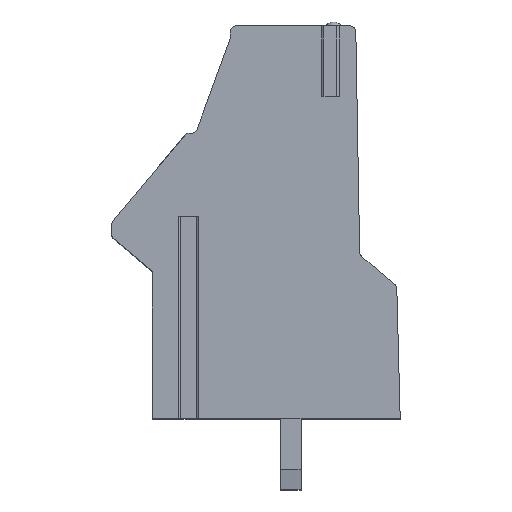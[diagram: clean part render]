
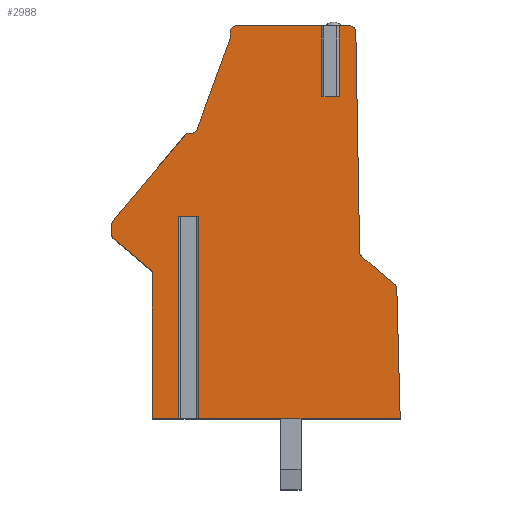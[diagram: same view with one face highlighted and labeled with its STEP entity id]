
A CAD part, top view. The second image highlights one B-rep face of the part: STEP entity #2988.
In plain terms, the highlighted planar face has unit normal (0, 0, 1).
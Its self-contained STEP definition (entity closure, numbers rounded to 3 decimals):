
#13=DIRECTION('',(-1.,0.,0.));
#14=VECTOR('',#13,0.55);
#15=CARTESIAN_POINT('',(3.708,6.127,17.78));
#16=LINE('',#15,#14);
#17=DIRECTION('',(0.,-1.,0.));
#18=VECTOR('',#17,3.5);
#19=CARTESIAN_POINT('',(3.708,9.627,17.78));
#20=LINE('',#19,#18);
#21=DIRECTION('',(-1.,0.,0.));
#22=VECTOR('',#21,0.682);
#23=CARTESIAN_POINT('',(4.39,9.627,17.78));
#24=LINE('',#23,#22);
#25=CARTESIAN_POINT('',(4.39,9.327,17.78));
#26=DIRECTION('',(0.,0.,1.));
#27=DIRECTION('',(1.,0.017,0.));
#28=AXIS2_PLACEMENT_3D('',#25,#26,#27);
#30=DIRECTION('',(-0.017,1.,0.));
#31=VECTOR('',#30,10.885);
#32=CARTESIAN_POINT('',(4.88,-1.552,17.78));
#33=LINE('',#32,#31);
#34=CARTESIAN_POINT('',(5.18,-1.546,17.78));
#35=DIRECTION('',(0.,0.,-1.));
#36=DIRECTION('',(-0.643,-0.766,0.));
#37=AXIS2_PLACEMENT_3D('',#34,#35,#36);
#39=DIRECTION('',(-0.766,0.643,0.));
#40=VECTOR('',#39,2.116);
#41=CARTESIAN_POINT('',(6.608,-3.137,17.78));
#42=LINE('',#41,#40);
#43=CARTESIAN_POINT('',(6.415,-3.366,17.78));
#44=DIRECTION('',(0.,0.,1.));
#45=DIRECTION('',(1.,0.029,0.));
#46=AXIS2_PLACEMENT_3D('',#43,#44,#45);
#48=DIRECTION('',(-0.026,1.,0.));
#49=VECTOR('',#48,6.418);
#50=CARTESIAN_POINT('',(6.883,-9.773,17.78));
#51=LINE('',#50,#49);
#52=DIRECTION('',(1.,0.,0.));
#53=VECTOR('',#52,9.952);
#54=CARTESIAN_POINT('',(-3.069,-9.773,17.78));
#55=LINE('',#54,#53);
#56=DIRECTION('',(0.,-1.,0.));
#57=VECTOR('',#56,10.);
#58=CARTESIAN_POINT('',(-3.069,0.227,17.78));
#59=LINE('',#58,#57);
#60=DIRECTION('',(-1.,0.,0.));
#61=VECTOR('',#60,0.996);
#62=CARTESIAN_POINT('',(-3.069,0.227,17.78));
#63=LINE('',#62,#61);
#64=DIRECTION('',(0.,-1.,0.));
#65=VECTOR('',#64,10.);
#66=CARTESIAN_POINT('',(-4.065,0.227,17.78));
#67=LINE('',#66,#65);
#68=DIRECTION('',(1.,0.,0.));
#69=VECTOR('',#68,1.302);
#70=CARTESIAN_POINT('',(-5.367,-9.773,17.78));
#71=LINE('',#70,#69);
#72=DIRECTION('',(0.,-1.,0.));
#73=VECTOR('',#72,7.198);
#74=CARTESIAN_POINT('',(-5.367,-2.576,17.78));
#75=LINE('',#74,#73);
#76=CARTESIAN_POINT('',(-5.567,-2.576,17.78));
#77=DIRECTION('',(0.,0.,-1.));
#78=DIRECTION('',(0.643,0.766,0.));
#79=AXIS2_PLACEMENT_3D('',#76,#77,#78);
#81=DIRECTION('',(0.766,-0.643,0.));
#82=VECTOR('',#81,2.424);
#83=CARTESIAN_POINT('',(-7.295,-0.864,17.78));
#84=LINE('',#83,#82);
#85=CARTESIAN_POINT('',(-7.167,-0.711,17.78));
#86=DIRECTION('',(0.,0.,1.));
#87=DIRECTION('',(-1.,0.,0.));
#88=AXIS2_PLACEMENT_3D('',#85,#86,#87);
#90=DIRECTION('',(0.,-1.,0.));
#91=VECTOR('',#90,0.52);
#92=CARTESIAN_POINT('',(-7.367,-0.191,17.78));
#93=LINE('',#92,#91);
#94=CARTESIAN_POINT('',(-7.067,-0.191,17.78));
#95=DIRECTION('',(0.,0.,1.));
#96=DIRECTION('',(-0.766,0.643,0.));
#97=AXIS2_PLACEMENT_3D('',#94,#95,#96);
#99=DIRECTION('',(-0.643,-0.766,0.));
#100=VECTOR('',#99,5.645);
#101=CARTESIAN_POINT('',(-3.668,4.327,17.78));
#102=LINE('',#101,#100);
#103=DIRECTION('',(-1.,0.,0.));
#104=VECTOR('',#103,0.236);
#105=CARTESIAN_POINT('',(-3.432,4.327,17.78));
#106=LINE('',#105,#104);
#107=CARTESIAN_POINT('',(-3.432,4.627,17.78));
#108=DIRECTION('',(0.,0.,-1.));
#109=DIRECTION('',(0.94,-0.342,0.));
#110=AXIS2_PLACEMENT_3D('',#107,#108,#109);
#112=DIRECTION('',(-0.342,-0.94,0.));
#113=VECTOR('',#112,4.782);
#114=CARTESIAN_POINT('',(-1.515,9.018,17.78));
#115=LINE('',#114,#113);
#116=DIRECTION('',(0.,-1.,0.));
#117=VECTOR('',#116,0.309);
#118=CARTESIAN_POINT('',(-1.515,9.327,17.78));
#119=LINE('',#118,#117);
#120=CARTESIAN_POINT('',(-1.215,9.327,17.78));
#121=DIRECTION('',(0.,0.,1.));
#122=DIRECTION('',(0.,1.,0.));
#123=AXIS2_PLACEMENT_3D('',#120,#121,#122);
#125=DIRECTION('',(-1.,0.,0.));
#126=VECTOR('',#125,4.373);
#127=CARTESIAN_POINT('',(3.158,9.627,17.78));
#128=LINE('',#127,#126);
#129=DIRECTION('',(0.,-1.,0.));
#130=VECTOR('',#129,3.5);
#131=CARTESIAN_POINT('',(3.158,9.627,17.78));
#132=LINE('',#131,#130);
#2289=CARTESIAN_POINT('',(6.883,-9.773,17.78));
#2290=CARTESIAN_POINT('',(6.715,-3.358,17.78));
#2291=VERTEX_POINT('',#2289);
#2292=VERTEX_POINT('',#2290);
#2293=CARTESIAN_POINT('',(6.608,-3.137,17.78));
#2294=VERTEX_POINT('',#2293);
#2295=CARTESIAN_POINT('',(4.987,-1.776,17.78));
#2296=VERTEX_POINT('',#2295);
#2297=CARTESIAN_POINT('',(4.88,-1.552,17.78));
#2298=VERTEX_POINT('',#2297);
#2299=CARTESIAN_POINT('',(4.69,9.332,17.78));
#2300=VERTEX_POINT('',#2299);
#2301=CARTESIAN_POINT('',(4.39,9.627,17.78));
#2302=VERTEX_POINT('',#2301);
#2303=CARTESIAN_POINT('',(-1.215,9.627,17.78));
#2304=CARTESIAN_POINT('',(-1.515,9.327,17.78));
#2305=VERTEX_POINT('',#2303);
#2306=VERTEX_POINT('',#2304);
#2307=CARTESIAN_POINT('',(-1.515,9.018,17.78));
#2308=VERTEX_POINT('',#2307);
#2309=CARTESIAN_POINT('',(-3.15,4.524,17.78));
#2310=VERTEX_POINT('',#2309);
#2311=CARTESIAN_POINT('',(-3.432,4.327,17.78));
#2312=VERTEX_POINT('',#2311);
#2313=CARTESIAN_POINT('',(-3.668,4.327,17.78));
#2314=VERTEX_POINT('',#2313);
#2315=CARTESIAN_POINT('',(-7.297,0.002,17.78));
#2316=VERTEX_POINT('',#2315);
#2317=CARTESIAN_POINT('',(-7.367,-0.191,17.78));
#2318=VERTEX_POINT('',#2317);
#2319=CARTESIAN_POINT('',(-7.367,-0.711,17.78));
#2320=VERTEX_POINT('',#2319);
#2321=CARTESIAN_POINT('',(-7.295,-0.864,17.78));
#2322=VERTEX_POINT('',#2321);
#2323=CARTESIAN_POINT('',(-5.438,-2.422,17.78));
#2324=VERTEX_POINT('',#2323);
#2325=CARTESIAN_POINT('',(-5.367,-2.576,17.78));
#2326=VERTEX_POINT('',#2325);
#2327=CARTESIAN_POINT('',(-5.367,-9.773,17.78));
#2328=VERTEX_POINT('',#2327);
#2429=CARTESIAN_POINT('',(-3.069,0.227,17.78));
#2430=CARTESIAN_POINT('',(-4.065,0.227,17.78));
#2431=VERTEX_POINT('',#2429);
#2432=VERTEX_POINT('',#2430);
#2433=CARTESIAN_POINT('',(-3.069,-9.773,17.78));
#2434=VERTEX_POINT('',#2433);
#2435=CARTESIAN_POINT('',(-4.065,-9.773,17.78));
#2436=VERTEX_POINT('',#2435);
#2473=CARTESIAN_POINT('',(3.708,6.127,17.78));
#2474=CARTESIAN_POINT('',(3.158,6.127,17.78));
#2475=VERTEX_POINT('',#2473);
#2476=VERTEX_POINT('',#2474);
#2477=CARTESIAN_POINT('',(3.158,9.627,17.78));
#2478=VERTEX_POINT('',#2477);
#2479=CARTESIAN_POINT('',(3.708,9.627,17.78));
#2480=VERTEX_POINT('',#2479);
#2925=CARTESIAN_POINT('',(0.,0.,17.78));
#2926=DIRECTION('',(0.,0.,1.));
#2927=DIRECTION('',(1.,0.,0.));
#2928=AXIS2_PLACEMENT_3D('',#2925,#2926,#2927);
#2929=PLANE('',#2928);
#2931=ORIENTED_EDGE('',*,*,#2930,.F.);
#2933=ORIENTED_EDGE('',*,*,#2932,.F.);
#2935=ORIENTED_EDGE('',*,*,#2934,.F.);
#2937=ORIENTED_EDGE('',*,*,#2936,.F.);
#2939=ORIENTED_EDGE('',*,*,#2938,.F.);
#2941=ORIENTED_EDGE('',*,*,#2940,.F.);
#2943=ORIENTED_EDGE('',*,*,#2942,.F.);
#2945=ORIENTED_EDGE('',*,*,#2944,.F.);
#2947=ORIENTED_EDGE('',*,*,#2946,.F.);
#2949=ORIENTED_EDGE('',*,*,#2948,.F.);
#2951=ORIENTED_EDGE('',*,*,#2950,.F.);
#2953=ORIENTED_EDGE('',*,*,#2952,.T.);
#2955=ORIENTED_EDGE('',*,*,#2954,.T.);
#2957=ORIENTED_EDGE('',*,*,#2956,.F.);
#2959=ORIENTED_EDGE('',*,*,#2958,.F.);
#2961=ORIENTED_EDGE('',*,*,#2960,.F.);
#2963=ORIENTED_EDGE('',*,*,#2962,.F.);
#2965=ORIENTED_EDGE('',*,*,#2964,.F.);
#2967=ORIENTED_EDGE('',*,*,#2966,.F.);
#2969=ORIENTED_EDGE('',*,*,#2968,.F.);
#2971=ORIENTED_EDGE('',*,*,#2970,.F.);
#2973=ORIENTED_EDGE('',*,*,#2972,.F.);
#2975=ORIENTED_EDGE('',*,*,#2974,.F.);
#2977=ORIENTED_EDGE('',*,*,#2976,.F.);
#2979=ORIENTED_EDGE('',*,*,#2978,.F.);
#2981=ORIENTED_EDGE('',*,*,#2980,.F.);
#2983=ORIENTED_EDGE('',*,*,#2982,.F.);
#2985=ORIENTED_EDGE('',*,*,#2984,.T.);
#2986=EDGE_LOOP('',(#2931,#2933,#2935,#2937,#2939,#2941,#2943,#2945,#2947,#2949,
#2951,#2953,#2955,#2957,#2959,#2961,#2963,#2965,#2967,#2969,#2971,#2973,#2975,
#2977,#2979,#2981,#2983,#2985));
#2987=FACE_OUTER_BOUND('',#2986,.F.);
#29=CIRCLE('',#28,0.3);
#38=CIRCLE('',#37,0.3);
#47=CIRCLE('',#46,0.3);
#80=CIRCLE('',#79,0.2);
#89=CIRCLE('',#88,0.2);
#98=CIRCLE('',#97,0.3);
#111=CIRCLE('',#110,0.3);
#124=CIRCLE('',#123,0.3);
#2930=EDGE_CURVE('',#2475,#2476,#16,.T.);
#2932=EDGE_CURVE('',#2480,#2475,#20,.T.);
#2934=EDGE_CURVE('',#2302,#2480,#24,.T.);
#2936=EDGE_CURVE('',#2300,#2302,#29,.T.);
#2938=EDGE_CURVE('',#2298,#2300,#33,.T.);
#2940=EDGE_CURVE('',#2296,#2298,#38,.T.);
#2942=EDGE_CURVE('',#2294,#2296,#42,.T.);
#2944=EDGE_CURVE('',#2292,#2294,#47,.T.);
#2946=EDGE_CURVE('',#2291,#2292,#51,.T.);
#2948=EDGE_CURVE('',#2434,#2291,#55,.T.);
#2950=EDGE_CURVE('',#2431,#2434,#59,.T.);
#2952=EDGE_CURVE('',#2431,#2432,#63,.T.);
#2954=EDGE_CURVE('',#2432,#2436,#67,.T.);
#2956=EDGE_CURVE('',#2328,#2436,#71,.T.);
#2958=EDGE_CURVE('',#2326,#2328,#75,.T.);
#2960=EDGE_CURVE('',#2324,#2326,#80,.T.);
#2962=EDGE_CURVE('',#2322,#2324,#84,.T.);
#2964=EDGE_CURVE('',#2320,#2322,#89,.T.);
#2966=EDGE_CURVE('',#2318,#2320,#93,.T.);
#2968=EDGE_CURVE('',#2316,#2318,#98,.T.);
#2970=EDGE_CURVE('',#2314,#2316,#102,.T.);
#2972=EDGE_CURVE('',#2312,#2314,#106,.T.);
#2974=EDGE_CURVE('',#2310,#2312,#111,.T.);
#2976=EDGE_CURVE('',#2308,#2310,#115,.T.);
#2978=EDGE_CURVE('',#2306,#2308,#119,.T.);
#2980=EDGE_CURVE('',#2305,#2306,#124,.T.);
#2982=EDGE_CURVE('',#2478,#2305,#128,.T.);
#2984=EDGE_CURVE('',#2478,#2476,#132,.T.);
#2988=ADVANCED_FACE('',(#2987),#2929,.T.);
